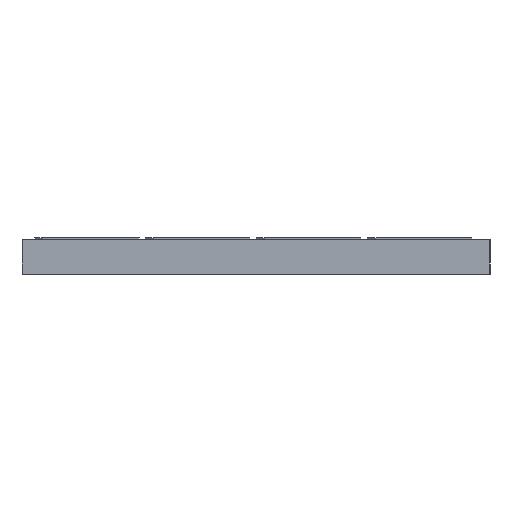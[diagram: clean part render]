
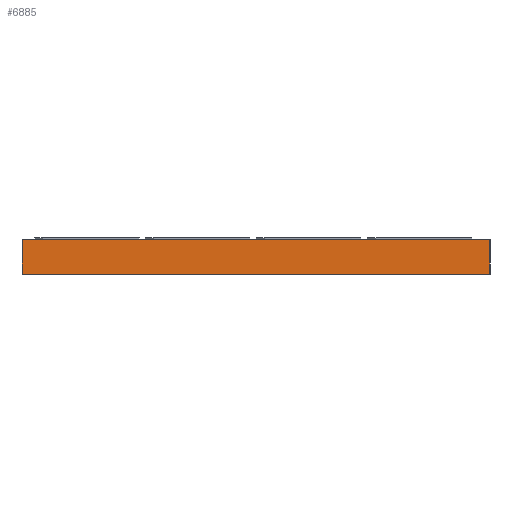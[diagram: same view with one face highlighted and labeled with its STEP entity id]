
A CAD part, left-side view. The second image highlights one B-rep face of the part: STEP entity #6885.
In plain terms, the highlighted planar face has unit normal (-1, 0, 0).
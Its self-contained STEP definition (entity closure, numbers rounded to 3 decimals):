
#687 = VECTOR ( 'NONE', #3718, 1000. ) ;
#899 = ORIENTED_EDGE ( 'NONE', *, *, #5698, .F. ) ;
#974 = EDGE_CURVE ( 'NONE', #1176, #3170, #7700, .T. ) ;
#1176 = VERTEX_POINT ( 'NONE', #2074 ) ;
#1516 = VECTOR ( 'NONE', #2480, 1000. ) ;
#1608 = CARTESIAN_POINT ( 'NONE',  ( -600., -270., 0. ) ) ;
#1713 = CARTESIAN_POINT ( 'NONE',  ( -600., -270., 40. ) ) ;
#1903 = AXIS2_PLACEMENT_3D ( 'NONE', #5504, #7748, #7131 ) ;
#2059 = CARTESIAN_POINT ( 'NONE',  ( -600., -270., 40. ) ) ;
#2074 = CARTESIAN_POINT ( 'NONE',  ( -600., 270., 0. ) ) ;
#2287 = LINE ( 'NONE', #5500, #7288 ) ;
#2480 = DIRECTION ( 'NONE',  ( 0., 0., -1. ) ) ;
#2624 = ORIENTED_EDGE ( 'NONE', *, *, #2930, .T. ) ;
#2930 = EDGE_CURVE ( 'NONE', #8852, #1176, #6362, .T. ) ;
#3170 = VERTEX_POINT ( 'NONE', #1608 ) ;
#3718 = DIRECTION ( 'NONE',  ( 0., -1., 0. ) ) ;
#4251 = ORIENTED_EDGE ( 'NONE', *, *, #974, .T. ) ;
#4589 = CARTESIAN_POINT ( 'NONE',  ( -600., 270., 0. ) ) ;
#4637 = FACE_OUTER_BOUND ( 'NONE', #5519, .T. ) ;
#4829 = DIRECTION ( 'NONE',  ( 0., 0., -1. ) ) ;
#5500 = CARTESIAN_POINT ( 'NONE',  ( -600., 270., 40. ) ) ;
#5504 = CARTESIAN_POINT ( 'NONE',  ( -600., 270., 40. ) ) ;
#5519 = EDGE_LOOP ( 'NONE', ( #4251, #5898, #899, #2624 ) ) ;
#5698 = EDGE_CURVE ( 'NONE', #8852, #9929, #2287, .T. ) ;
#5898 = ORIENTED_EDGE ( 'NONE', *, *, #8574, .F. ) ;
#6113 = DIRECTION ( 'NONE',  ( 0., -1., 0. ) ) ;
#6362 = LINE ( 'NONE', #8761, #1516 ) ;
#6885 = ADVANCED_FACE ( 'NONE', ( #4637 ), #9379, .F. ) ;
#7131 = DIRECTION ( 'NONE',  ( 0., 0., -1. ) ) ;
#7288 = VECTOR ( 'NONE', #6113, 1000. ) ;
#7700 = LINE ( 'NONE', #4589, #687 ) ;
#7748 = DIRECTION ( 'NONE',  ( 1., 0., 0. ) ) ;
#8115 = VECTOR ( 'NONE', #4829, 1000. ) ;
#8574 = EDGE_CURVE ( 'NONE', #9929, #3170, #9563, .T. ) ;
#8654 = CARTESIAN_POINT ( 'NONE',  ( -600., 270., 40. ) ) ;
#8761 = CARTESIAN_POINT ( 'NONE',  ( -600., 270., 40. ) ) ;
#8852 = VERTEX_POINT ( 'NONE', #8654 ) ;
#9379 = PLANE ( 'NONE',  #1903 ) ;
#9563 = LINE ( 'NONE', #1713, #8115 ) ;
#9929 = VERTEX_POINT ( 'NONE', #2059 ) ;
